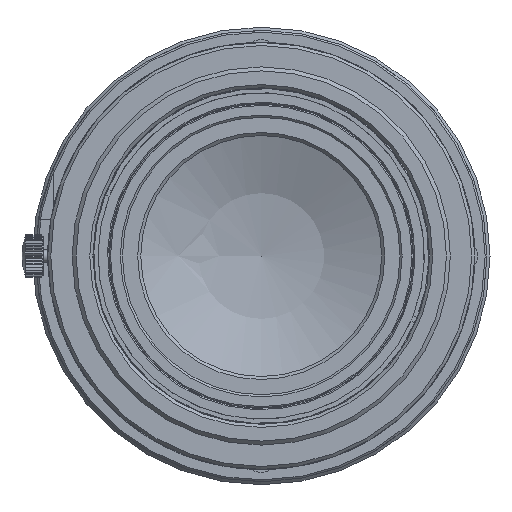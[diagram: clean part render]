
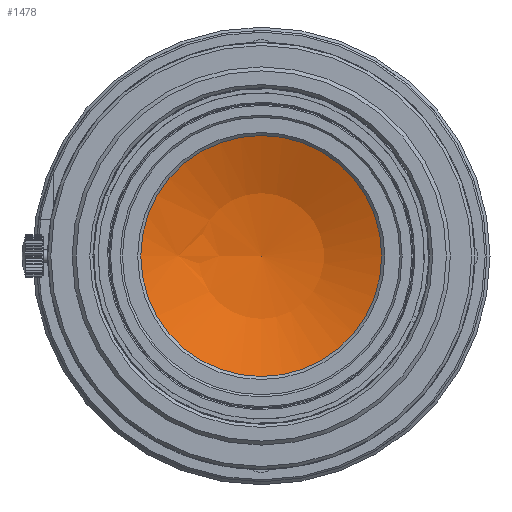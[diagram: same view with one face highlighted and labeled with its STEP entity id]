
A CAD part, left-side view. The second image highlights one B-rep face of the part: STEP entity #1478.
In plain terms, the highlighted spherical face has radius 46.375 mm.
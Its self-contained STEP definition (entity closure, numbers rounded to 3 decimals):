
#146=SPHERICAL_SURFACE('',#13542,46.375);
#846=FACE_OUTER_BOUND('',#4629,.T.);
#1478=ADVANCED_FACE('',(#846),#146,.F.);
#2961=CIRCLE('',#13540,20.105);
#4629=EDGE_LOOP('',(#7771));
#7771=ORIENTED_EDGE('',*,*,#11356,.T.);
#9579=VERTEX_POINT('',#23404);
#11356=EDGE_CURVE('',#9579,#9579,#2961,.T.);
#13540=AXIS2_PLACEMENT_3D('',#23403,#15895,#15896);
#13542=AXIS2_PLACEMENT_3D('',#23406,#15899,#15900);
#15895=DIRECTION('',(-1.,0.,0.));
#15896=DIRECTION('',(0.,0.,1.));
#15899=DIRECTION('',(-1.,0.,0.));
#15900=DIRECTION('',(0.,1.,0.));
#23403=CARTESIAN_POINT('',(-272.082,0.,0.));
#23404=CARTESIAN_POINT('',(-272.082,0.,20.105));
#23406=CARTESIAN_POINT('',(-313.873,0.,0.));
